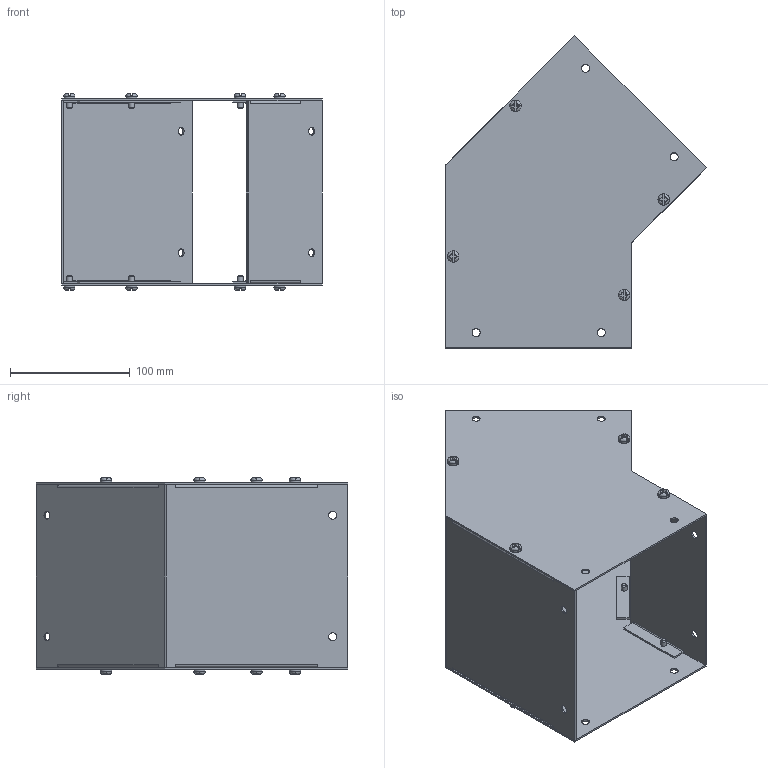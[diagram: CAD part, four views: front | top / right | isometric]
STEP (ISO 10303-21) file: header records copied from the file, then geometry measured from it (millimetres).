
FILE_DESCRIPTION (( 'STEP AP203' ), '1' );
FILE_NAME ('CWEL645.step', '2024-04-25T14:52:40', ( '' ), ( '' ), 'SwSTEP 2.0', 'SolidWorks 2023', '' );
FILE_SCHEMA (( 'CONFIG_CONTROL_DESIGN' ));
Length unit declared in the file: inch
Products named in the file (1): CWEL645
Bounding box: 217.57 x 260.17 x 164.19 mm (x, y, z)
Volume: 226930 mm3; surface area: 318141.5 mm2
Topology: 12 solids, 12 shells, 412 faces, 1060 edges, 680 vertices
Faces by surface type: plane 248, cylinder 116, bspline 32, cone 16
Entity records: 14178 total; most frequent: CARTESIAN_POINT 4156, ORIENTED_EDGE 2120, DIRECTION 1973, EDGE_CURVE 1060, VERTEX_POINT 680, AXIS2_PLACEMENT_3D 677, VECTOR 619, LINE 619
